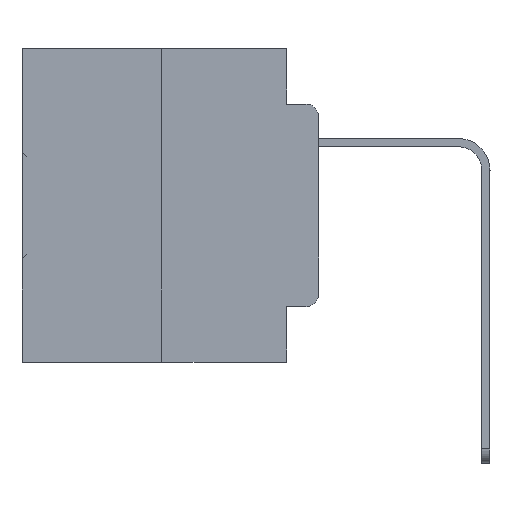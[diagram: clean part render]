
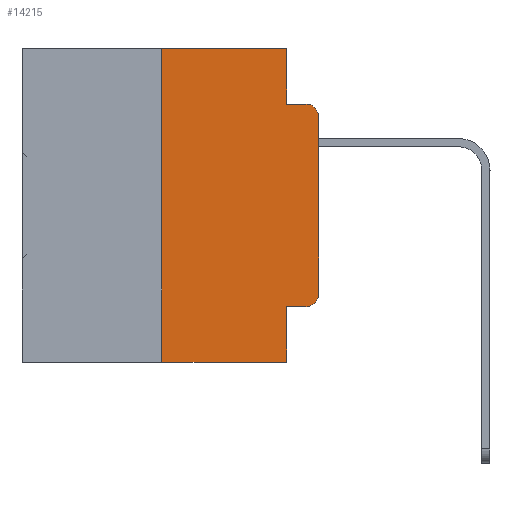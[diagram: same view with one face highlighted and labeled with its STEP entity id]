
A CAD part, left-side view. The second image highlights one B-rep face of the part: STEP entity #14215.
In plain terms, the highlighted planar face has unit normal (-1, 0, 0).
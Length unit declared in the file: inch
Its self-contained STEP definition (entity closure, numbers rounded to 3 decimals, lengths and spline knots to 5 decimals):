
#252 = CARTESIAN_POINT ( 'NONE',  ( 0., 0.02, -0.0885 ) ) ;
#287 = CARTESIAN_POINT ( 'NONE',  ( 0., 0.051, -0.4115 ) ) ;
#1170 = LINE ( 'NONE', #14570, #14241 ) ;
#1199 = LINE ( 'NONE', #23367, #17924 ) ;
#1689 = VECTOR ( 'NONE', #9499, 39.37008 ) ;
#2117 = VECTOR ( 'NONE', #3727, 39.37008 ) ;
#2239 = ORIENTED_EDGE ( 'NONE', *, *, #20802, .T. ) ;
#2907 = EDGE_CURVE ( 'NONE', #22484, #31581, #24469, .T. ) ;
#3542 = CARTESIAN_POINT ( 'NONE',  ( 0., 0.473, 0. ) ) ;
#3727 = DIRECTION ( 'NONE',  ( 0., 0., 1. ) ) ;
#4533 = LINE ( 'NONE', #33087, #1689 ) ;
#4799 = LINE ( 'NONE', #3542, #9308 ) ;
#5416 = CARTESIAN_POINT ( 'NONE',  ( 0., 0., -0.1085 ) ) ;
#6733 = EDGE_CURVE ( 'NONE', #12659, #18477, #1199, .T. ) ;
#6846 = VERTEX_POINT ( 'NONE', #5416 ) ;
#7316 = VERTEX_POINT ( 'NONE', #33208 ) ;
#7728 = EDGE_CURVE ( 'NONE', #7316, #22484, #4799, .T. ) ;
#8056 = LINE ( 'NONE', #17830, #19548 ) ;
#8111 = EDGE_CURVE ( 'NONE', #12659, #7316, #8056, .T. ) ;
#8660 = VECTOR ( 'NONE', #29062, 39.37008 ) ;
#8693 = ORIENTED_EDGE ( 'NONE', *, *, #7728, .F. ) ;
#8838 = CARTESIAN_POINT ( 'NONE',  ( 0., 0., -0.3915 ) ) ;
#9308 = VECTOR ( 'NONE', #22532, 39.37008 ) ;
#9499 = DIRECTION ( 'NONE',  ( 0., -1., 0. ) ) ;
#9560 = DIRECTION ( 'NONE',  ( 1., 0., 0. ) ) ;
#11162 = VERTEX_POINT ( 'NONE', #13081 ) ;
#11284 = DIRECTION ( 'NONE',  ( -1., 0., 0. ) ) ;
#12468 = VERTEX_POINT ( 'NONE', #14171 ) ;
#12539 = CARTESIAN_POINT ( 'NONE',  ( 0., 0.25, -0.5 ) ) ;
#12659 = VERTEX_POINT ( 'NONE', #12539 ) ;
#13081 = CARTESIAN_POINT ( 'NONE',  ( 0., 0.051, -0.4115 ) ) ;
#13388 = DIRECTION ( 'NONE',  ( -1., 0., 0. ) ) ;
#13988 = LINE ( 'NONE', #287, #8660 ) ;
#14171 = CARTESIAN_POINT ( 'NONE',  ( 0., 0.02, -0.4115 ) ) ;
#14215 = ADVANCED_FACE ( 'NONE', ( #21544 ), #32802, .F. ) ;
#14241 = VECTOR ( 'NONE', #27352, 39.37008 ) ;
#14570 = CARTESIAN_POINT ( 'NONE',  ( 0., 0.051, 0. ) ) ;
#14703 = VECTOR ( 'NONE', #23724, 39.37008 ) ;
#15640 = ORIENTED_EDGE ( 'NONE', *, *, #22919, .F. ) ;
#15923 = DIRECTION ( 'NONE',  ( 0., 0., -1. ) ) ;
#16033 = ORIENTED_EDGE ( 'NONE', *, *, #6733, .T. ) ;
#16807 = ORIENTED_EDGE ( 'NONE', *, *, #8111, .F. ) ;
#16859 = LINE ( 'NONE', #22142, #2117 ) ;
#17329 = CIRCLE ( 'NONE', #23678, 0.02 ) ;
#17443 = CARTESIAN_POINT ( 'NONE',  ( 0., 0.051, -0.0885 ) ) ;
#17467 = CARTESIAN_POINT ( 'NONE',  ( 0., 0.473, 0. ) ) ;
#17830 = CARTESIAN_POINT ( 'NONE',  ( 0., 0.25, 0. ) ) ;
#17924 = VECTOR ( 'NONE', #20876, 39.37008 ) ;
#18477 = VERTEX_POINT ( 'NONE', #27233 ) ;
#18610 = CARTESIAN_POINT ( 'NONE',  ( 0., 0.051, 0. ) ) ;
#18742 = ORIENTED_EDGE ( 'NONE', *, *, #21520, .F. ) ;
#18867 = CARTESIAN_POINT ( 'NONE',  ( 0., 0.02, -0.3915 ) ) ;
#19305 = ORIENTED_EDGE ( 'NONE', *, *, #26990, .T. ) ;
#19548 = VECTOR ( 'NONE', #23301, 39.37008 ) ;
#19767 = DIRECTION ( 'NONE',  ( 0., 0., -1. ) ) ;
#20195 = EDGE_CURVE ( 'NONE', #12468, #31990, #17329, .T. ) ;
#20250 = ORIENTED_EDGE ( 'NONE', *, *, #2907, .F. ) ;
#20545 = ORIENTED_EDGE ( 'NONE', *, *, #20195, .T. ) ;
#20802 = EDGE_CURVE ( 'NONE', #31990, #6846, #16859, .T. ) ;
#20876 = DIRECTION ( 'NONE',  ( 0., -1., 0. ) ) ;
#21497 = DIRECTION ( 'NONE',  ( 0., 0., -1. ) ) ;
#21520 = EDGE_CURVE ( 'NONE', #31581, #30701, #4533, .T. ) ;
#21544 = FACE_OUTER_BOUND ( 'NONE', #28839, .T. ) ;
#22142 = CARTESIAN_POINT ( 'NONE',  ( 0., 0., 0. ) ) ;
#22484 = VERTEX_POINT ( 'NONE', #31406 ) ;
#22532 = DIRECTION ( 'NONE',  ( 0., -1., 0. ) ) ;
#22919 = EDGE_CURVE ( 'NONE', #11162, #18477, #1170, .T. ) ;
#23301 = DIRECTION ( 'NONE',  ( 0., 0., 1. ) ) ;
#23367 = CARTESIAN_POINT ( 'NONE',  ( 0., 0.473, -0.5 ) ) ;
#23678 = AXIS2_PLACEMENT_3D ( 'NONE', #18867, #11284, #21497 ) ;
#23724 = DIRECTION ( 'NONE',  ( 0., 0., -1. ) ) ;
#24469 = LINE ( 'NONE', #18610, #14703 ) ;
#25714 = EDGE_CURVE ( 'NONE', #6846, #30701, #29134, .T. ) ;
#26990 = EDGE_CURVE ( 'NONE', #11162, #12468, #13988, .T. ) ;
#27060 = AXIS2_PLACEMENT_3D ( 'NONE', #29031, #13388, #15923 ) ;
#27233 = CARTESIAN_POINT ( 'NONE',  ( 0., 0.051, -0.5 ) ) ;
#27352 = DIRECTION ( 'NONE',  ( 0., 0., -1. ) ) ;
#28839 = EDGE_LOOP ( 'NONE', ( #2239, #33779, #18742, #20250, #8693, #16807, #16033, #15640, #19305, #20545 ) ) ;
#29031 = CARTESIAN_POINT ( 'NONE',  ( 0., 0.02, -0.1085 ) ) ;
#29062 = DIRECTION ( 'NONE',  ( 0., -1., 0. ) ) ;
#29134 = CIRCLE ( 'NONE', #27060, 0.02 ) ;
#30351 = AXIS2_PLACEMENT_3D ( 'NONE', #17467, #9560, #19767 ) ;
#30701 = VERTEX_POINT ( 'NONE', #252 ) ;
#31406 = CARTESIAN_POINT ( 'NONE',  ( 0., 0.051, 0. ) ) ;
#31581 = VERTEX_POINT ( 'NONE', #17443 ) ;
#31990 = VERTEX_POINT ( 'NONE', #8838 ) ;
#32802 = PLANE ( 'NONE',  #30351 ) ;
#33087 = CARTESIAN_POINT ( 'NONE',  ( 0., 0.051, -0.0885 ) ) ;
#33208 = CARTESIAN_POINT ( 'NONE',  ( 0., 0.25, 0. ) ) ;
#33779 = ORIENTED_EDGE ( 'NONE', *, *, #25714, .T. ) ;
